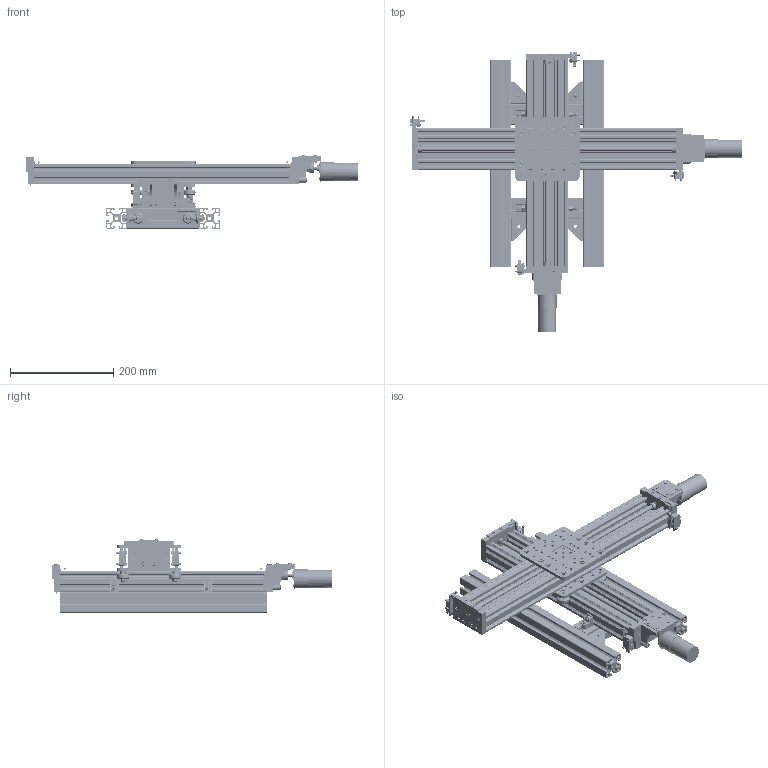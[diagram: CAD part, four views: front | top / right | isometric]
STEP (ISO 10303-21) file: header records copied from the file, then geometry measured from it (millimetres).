
FILE_DESCRIPTION(/* description */ ('STEP AP203'),/* implementation_level */ '2;1');
FILE_NAME(/* name */ 'NUEVO ENSAMBLE FINAL SDB + Estructura.stp',/* time_stamp */ '2021-02-20T19:18:55-06:00',/* author */ ('SERGIO ROMO'),/* organization */ (''),/* preprocessor_version */ 'ST-DEVELOPER v17',/* originating_system */ 'Autodesk Inventor 2018',/* authorisation */ '');
FILE_SCHEMA (('AUTOMOTIVE_DESIGN { 1 0 10303 214 3 1 1 }'));
Products named in the file (31): NUEVO ENSAMBLE FINAL SDB + Estructura; XLarge C-Beam Gantry Kit; XLarge C-Beam Gantry Kit.step; Eccentric Spacer 6mm v1.step; Nylon Insert Lock Nut M5.step; Aluminum Spacer 6mm.step; Low Profile Screw M5 v1.step; Precision Shim 8 x 5 x 1.step; Ball Bearing 5 x 16 x 5.step; Xtreme Solid V Wheel.step; Perfil de Aluminio; Gearmotor_37D_19a1; C-Beam Actuator Lineal 500mm (Sin motor, sin carrito); C-Beam Gantry Plate XLarge.step; Bracket Inventor; Impresion3D; KW8-2; Impresion3D sin Bracket; Clavo; Clavo de Arriba; Perfil de Aluminio corta; Triangulo; Sujetador; TornilloM8; Tuerca para tornilloM8; Tornillo final de carrera; TornilloM6; Tuerca para tornilloM6; Tornillo para Bracket; Tornillo para Motor Pololu; Husillo 400 mm
Assembly tree (130 placements, depth 4):
  NUEVO ENSAMBLE FINAL SDB + Estructura
    XLarge C-Beam Gantry Kit
      XLarge C-Beam Gantry Kit.step
        Low Profile Screw M5 v1.step  x4
        Nylon Insert Lock Nut M5.step  x4
        Aluminum Spacer 6mm.step  x2
        Ball Bearing 5 x 16 x 5.step  x8
        Precision Shim 8 x 5 x 1.step  x4
        Eccentric Spacer 6mm v1.step  x2
        Xtreme Solid V Wheel.step  x4
        C-Beam Gantry Plate XLarge.step
    Perfil de Aluminio  x2
    Clavo  x4
    Gearmotor_37D_19a1  x2
    Impresion3D  x2
    C-Beam Actuator Lineal 500mm (Sin motor, sin carrito)
    C-Beam Gantry Plate XLarge.step
    Bracket Inventor  x2
    KW8-2  x4
    Impresion3D sin Bracket  x2
    Clavo de Arriba  x8
    Tornillo final de carrera  x8
    Perfil de Aluminio corta  x2
    Triangulo  x4
    TornilloM6  x8
    Tuerca para tornilloM6  x8
    Sujetador  x4
    TornilloM8  x8
    Tuerca para tornilloM8  x8
    Tornillo para Bracket  x8
    Tornillo para Motor Pololu  x12
    Husillo 400 mm
Bounding box: 642.69 x 542.74 x 141.76 mm (x, y, z)
Volume: 2164476.2 mm3; surface area: 1625483.2 mm2
Topology: 164 solids, 164 shells, 3704 faces, 9947 edges, 6825 vertices
Faces by surface type: plane 2426, cylinder 1026, cone 192, torus 36, bspline 24
Full cylindrical faces by diameter (mm): 2.4 x4, 2.9 x8, 3 x44, 3.1 x12, 3.4 x8, 3.6 x12, 3.7 x8, 4.2 x28, 4.25 x4, 4.6 x12, 5 x50, 5.1 x8, 5.2 x80, 5.3 x4, 5.4 x6, 6 x30, 6.35 x2, 6.8 x4, 7.11 x2, 7.2 x6, 8 x34, 8.5 x4, 8.6 x16, 9.135 x6, 9.2 x16, 10 x2, 10.2 x8, 11.176 x4, 11.8 x4, 12 x2
Entity records: 67149 total; most frequent: CARTESIAN_POINT 14596, ORIENTED_EDGE 10542, DIRECTION 10532, EDGE_CURVE 5271, VERTEX_POINT 3619, LINE 3522, VECTOR 3522, AXIS2_PLACEMENT_3D 3505
